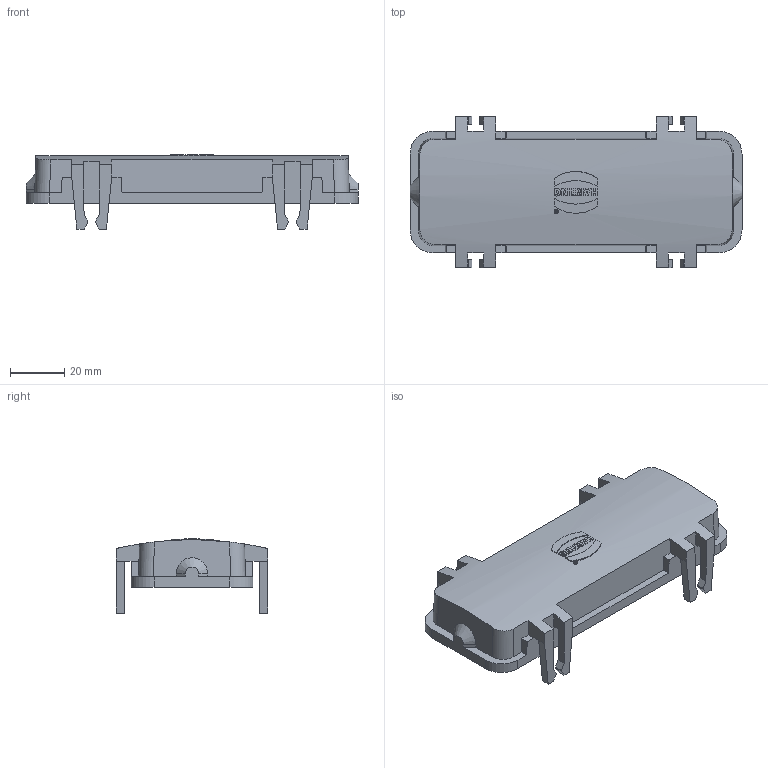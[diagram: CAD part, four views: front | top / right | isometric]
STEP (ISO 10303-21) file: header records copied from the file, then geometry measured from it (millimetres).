
FILE_DESCRIPTION(/* description */ (''),/* implementation_level */ '2;1');
FILE_NAME(/* name */ '100106024ugm000_c.stp',/* time_stamp */ '2020-02-12T10:21:45+01:00',/* author */ (''),/* organization */ (''),/* preprocessor_version */ 'ST-DEVELOPER v16.7',/* originating_system */ 'SIEMENS PLM Software NX 12.0',/* authorisation */ '');
FILE_SCHEMA (('AUTOMOTIVE_DESIGN { 1 0 10303 214 3 1 1 1 }'));
Length unit declared in the file: millimetre
Products named in the file (1): 100106024ugm000_c
Bounding box: 122.6 x 56 x 27.4 mm (x, y, z)
Volume: 23317.1 mm3; surface area: 23312.5 mm2
Topology: 1 solids, 1 shells, 267 faces, 824 edges, 664 vertices
Faces by surface type: plane 212, cylinder 42, cone 10, extrusion 3
Full cylindrical faces by diameter (mm): 1.12 x1, 1.6 x1
Entity records: 10658 total; most frequent: CARTESIAN_POINT 2336, DIRECTION 1479, ORIENTED_EDGE 1472, EDGE_CURVE 736, VECTOR 623, LINE 620, VERTEX_POINT 492, AXIS2_PLACEMENT_3D 428
